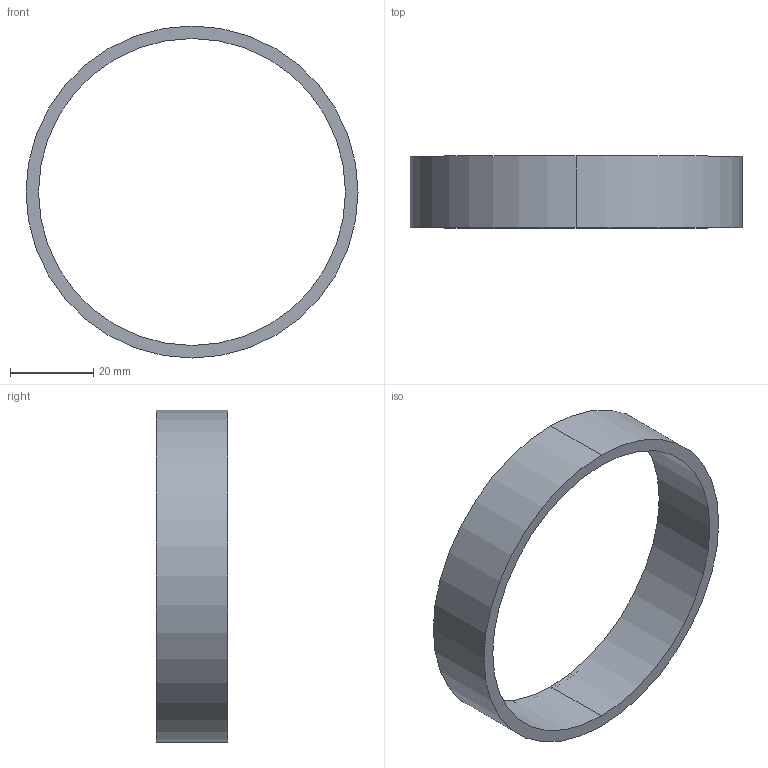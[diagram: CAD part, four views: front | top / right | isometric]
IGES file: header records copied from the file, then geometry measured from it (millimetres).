
Start section: SolidWorks IGES file using analytic representation for surfaces
Global section: file name: Teil1.IGS; native system: SolidWorks 2012; preprocessor: SolidWorks 2012; author: pg; date: 120906.114013; units: millimetre
Bounding box: 79.7 x 17.2 x 79.7 mm (x, y, z)
Volume: 12418 mm3; surface area: 9892 mm2
Topology: 1 solids, 1 shells, 268 faces, 717 edges, 478 vertices
Faces by surface type: plane 153, bspline 111, revolution 4
